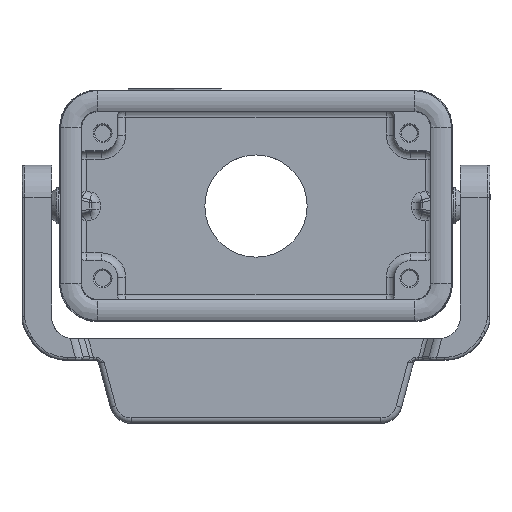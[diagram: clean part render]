
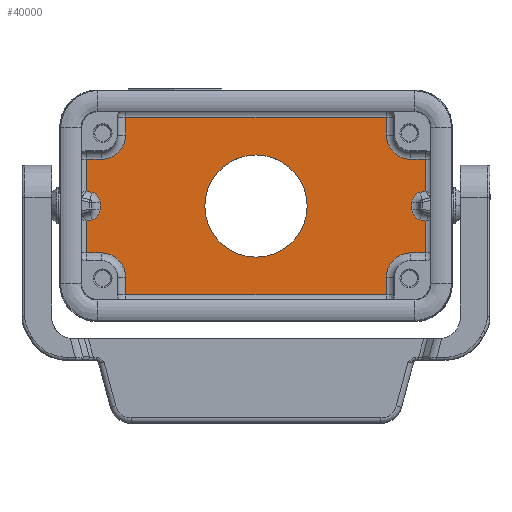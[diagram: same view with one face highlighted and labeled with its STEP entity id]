
A CAD part, top view. The second image highlights one B-rep face of the part: STEP entity #40000.
In plain terms, the highlighted face is planar.
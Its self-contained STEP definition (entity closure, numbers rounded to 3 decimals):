
#7950=CARTESIAN_POINT('',(0.,-9.5,42.2));
#7960=VERTEX_POINT('',#7950);
#8010=CARTESIAN_POINT('',(0.,0.,42.2));
#8020=DIRECTION('',(0.,0.,1.));
#8030=DIRECTION('',(0.,1.,0.));
#8040=AXIS2_PLACEMENT_3D('',#8010,#8020,#8030);
#8050=CIRCLE('',#8040,9.5);
#8060=CARTESIAN_POINT('',(0.,9.5,42.2));
#8070=VERTEX_POINT('',#8060);
#8080=EDGE_CURVE('',#7960,#8070,#8050,.T.);
#21970=CARTESIAN_POINT('',(-31.5,-8.7,42.2));
#21980=VERTEX_POINT('',#21970);
#22010=CARTESIAN_POINT('',(-31.5,0.,42.2));
#22020=DIRECTION('',(0.,-1.,0.));
#22030=VECTOR('',#22020,1.);
#22040=LINE('',#22010,#22030);
#22050=CARTESIAN_POINT('',(-31.5,-2.821,42.2));
#22060=VERTEX_POINT('',#22050);
#22070=EDGE_CURVE('',#22060,#21980,#22040,.T.);
#37650=CARTESIAN_POINT('',(0.,18.5,42.2));
#37660=DIRECTION('',(0.,0.,1.));
#37670=DIRECTION('',(1.,0.,0.));
#37680=AXIS2_PLACEMENT_3D('',#37650,#37660,#37670);
#37690=PLANE('',#37680);
#37700=EDGE_CURVE('',#8070,#7960,#8050,.T.);
#37710=ORIENTED_EDGE('',*,*,#37700,.T.);
#37720=ORIENTED_EDGE('',*,*,#8080,.T.);
#37730=EDGE_LOOP('',(#37720,#37710));
#37740=FACE_BOUND('',#37730,.T.);
#37750=CARTESIAN_POINT('',(31.,0.616,42.2));
#37760=DIRECTION('',(0.,0.,1.));
#37770=DIRECTION('',(-1.,0.,0.));
#37780=AXIS2_PLACEMENT_3D('',#37750,#37760,#37770);
#37790=CIRCLE('',#37780,2.);
#37800=CARTESIAN_POINT('',(30.482,2.548,42.2));
#37810=VERTEX_POINT('',#37800);
#37820=CARTESIAN_POINT('',(29.,0.616,42.2));
#37830=VERTEX_POINT('',#37820);
#37840=EDGE_CURVE('',#37810,#37830,#37790,.T.);
#37850=ORIENTED_EDGE('',*,*,#37840,.T.);
#37860=CARTESIAN_POINT('',(0.,-5.62,42.2)
);
#37870=DIRECTION('',(0.966,0.259,0.));
#37880=VECTOR('',#37870,1.);
#37890=LINE('',#37860,#37880);
#37900=CARTESIAN_POINT('',(31.5,2.821,42.2));
#37910=VERTEX_POINT('',#37900);
#37920=EDGE_CURVE('',#37810,#37910,#37890,.T.);
#37930=ORIENTED_EDGE('',*,*,#37920,.F.);
#37940=CARTESIAN_POINT('',(31.5,0.,42.2));
#37950=DIRECTION('',(0.,1.,0.));
#37960=VECTOR('',#37950,1.);
#37970=LINE('',#37940,#37960);
#37980=CARTESIAN_POINT('',(31.5,8.7,42.2));
#37990=VERTEX_POINT('',#37980);
#38000=EDGE_CURVE('',#37910,#37990,#37970,.T.);
#38010=ORIENTED_EDGE('',*,*,#38000,.F.);
#38020=CARTESIAN_POINT('',(0.,8.7,42.2));
#38030=DIRECTION('',(-1.,0.,0.));
#38040=VECTOR('',#38030,1.);
#38050=LINE('',#38020,#38040);
#38060=CARTESIAN_POINT('',(28.75,8.7,42.2));
#38070=VERTEX_POINT('',#38060);
#38080=EDGE_CURVE('',#37990,#38070,#38050,.T.);
#38090=ORIENTED_EDGE('',*,*,#38080,.F.);
#38100=CARTESIAN_POINT('',(28.75,13.2,42.2));
#38110=DIRECTION('',(0.,0.,1.));
#38120=DIRECTION('',(-1.,0.,0.));
#38130=AXIS2_PLACEMENT_3D('',#38100,#38110,#38120);
#38140=CIRCLE('',#38130,4.5);
#38150=CARTESIAN_POINT('',(24.25,13.2,42.2));
#38160=VERTEX_POINT('',#38150);
#38170=EDGE_CURVE('',#38160,#38070,#38140,.T.);
#38180=ORIENTED_EDGE('',*,*,#38170,.T.);
#38190=CARTESIAN_POINT('',(24.25,0.,42.2));
#38200=DIRECTION('',(0.,-1.,0.));
#38210=VECTOR('',#38200,1.);
#38220=LINE('',#38190,#38210);
#38230=CARTESIAN_POINT('',(24.25,16.5,42.2));
#38240=VERTEX_POINT('',#38230);
#38250=EDGE_CURVE('',#38240,#38160,#38220,.T.);
#38260=ORIENTED_EDGE('',*,*,#38250,.T.);
#38270=CARTESIAN_POINT('',(0.,16.5,42.2));
#38280=DIRECTION('',(1.,0.,0.));
#38290=VECTOR('',#38280,1.);
#38300=LINE('',#38270,#38290);
#38310=CARTESIAN_POINT('',(-24.25,16.5,42.2));
#38320=VERTEX_POINT('',#38310);
#38330=EDGE_CURVE('',#38320,#38240,#38300,.T.);
#38340=ORIENTED_EDGE('',*,*,#38330,.T.);
#38350=CARTESIAN_POINT('',(-24.25,0.,42.2));
#38360=DIRECTION('',(0.,1.,0.));
#38370=VECTOR('',#38360,1.);
#38380=LINE('',#38350,#38370);
#38390=CARTESIAN_POINT('',(-24.25,13.2,42.2));
#38400=VERTEX_POINT('',#38390);
#38410=EDGE_CURVE('',#38400,#38320,#38380,.T.);
#38420=ORIENTED_EDGE('',*,*,#38410,.T.);
#38430=CARTESIAN_POINT('',(-28.75,13.2,42.2));
#38440=DIRECTION('',(0.,0.,1.));
#38450=DIRECTION('',(-1.,0.,0.));
#38460=AXIS2_PLACEMENT_3D('',#38430,#38440,#38450);
#38470=CIRCLE('',#38460,4.5);
#38480=CARTESIAN_POINT('',(-28.75,8.7,42.2));
#38490=VERTEX_POINT('',#38480);
#38500=EDGE_CURVE('',#38490,#38400,#38470,.T.);
#38510=ORIENTED_EDGE('',*,*,#38500,.T.);
#38520=CARTESIAN_POINT('',(0.,8.7,42.2));
#38530=DIRECTION('',(1.,0.,0.));
#38540=VECTOR('',#38530,1.);
#38550=LINE('',#38520,#38540);
#38560=CARTESIAN_POINT('',(-31.5,8.7,42.2));
#38570=VERTEX_POINT('',#38560);
#38580=EDGE_CURVE('',#38570,#38490,#38550,.T.);
#38590=ORIENTED_EDGE('',*,*,#38580,.T.);
#38600=CARTESIAN_POINT('',(-31.5,0.,42.2));
#38610=DIRECTION('',(0.,1.,0.));
#38620=VECTOR('',#38610,1.);
#38630=LINE('',#38600,#38620);
#38640=CARTESIAN_POINT('',(-31.5,2.821,42.2));
#38650=VERTEX_POINT('',#38640);
#38660=EDGE_CURVE('',#38650,#38570,#38630,.T.);
#38670=ORIENTED_EDGE('',*,*,#38660,.T.);
#38680=CARTESIAN_POINT('',(0.,-5.62,42.2)
);
#38690=DIRECTION('',(0.966,-0.259,0.));
#38700=VECTOR('',#38690,1.);
#38710=LINE('',#38680,#38700);
#38720=CARTESIAN_POINT('',(-30.482,2.548,42.2));
#38730=VERTEX_POINT('',#38720);
#38740=EDGE_CURVE('',#38650,#38730,#38710,.T.);
#38750=ORIENTED_EDGE('',*,*,#38740,.F.);
#38760=CARTESIAN_POINT('',(-31.,0.616,42.2));
#38770=DIRECTION('',(0.,0.,1.));
#38780=DIRECTION('',(-1.,0.,0.));
#38790=AXIS2_PLACEMENT_3D('',#38760,#38770,#38780);
#38800=CIRCLE('',#38790,2.);
#38810=CARTESIAN_POINT('',(-29.,0.616,42.2));
#38820=VERTEX_POINT('',#38810);
#38830=EDGE_CURVE('',#38820,#38730,#38800,.T.);
#38840=ORIENTED_EDGE('',*,*,#38830,.T.);
#38850=CARTESIAN_POINT('',(-29.,0.,42.2));
#38860=DIRECTION('',(0.,1.,0.));
#38870=VECTOR('',#38860,1.);
#38880=LINE('',#38850,#38870);
#38890=CARTESIAN_POINT('',(-29.,-0.616,42.2));
#38900=VERTEX_POINT('',#38890);
#38910=EDGE_CURVE('',#38900,#38820,#38880,.T.);
#38920=ORIENTED_EDGE('',*,*,#38910,.T.);
#38930=CARTESIAN_POINT('',(-31.,-0.616,42.2));
#38940=DIRECTION('',(0.,0.,-1.));
#38950=DIRECTION('',(-1.,0.,0.));
#38960=AXIS2_PLACEMENT_3D('',#38930,#38940,#38950);
#38970=CIRCLE('',#38960,2.);
#38980=CARTESIAN_POINT('',(-30.482,-2.548,42.2));
#38990=VERTEX_POINT('',#38980);
#39000=EDGE_CURVE('',#38900,#38990,#38970,.T.);
#39010=ORIENTED_EDGE('',*,*,#39000,.F.);
#39020=CARTESIAN_POINT('',(0.,5.62,42.2));
#39030=DIRECTION('',(0.966,0.259,0.));
#39040=VECTOR('',#39030,1.);
#39050=LINE('',#39020,#39040);
#39060=EDGE_CURVE('',#22060,#38990,#39050,.T.);
#39070=ORIENTED_EDGE('',*,*,#39060,.T.);
#39080=ORIENTED_EDGE('',*,*,#22070,.F.);
#39090=CARTESIAN_POINT('',(0.,-8.7,42.2));
#39100=DIRECTION('',(1.,0.,0.));
#39110=VECTOR('',#39100,1.);
#39120=LINE('',#39090,#39110);
#39130=CARTESIAN_POINT('',(-28.75,-8.7,42.2));
#39140=VERTEX_POINT('',#39130);
#39150=EDGE_CURVE('',#21980,#39140,#39120,.T.);
#39160=ORIENTED_EDGE('',*,*,#39150,.F.);
#39170=CARTESIAN_POINT('',(-28.75,-13.2,42.2));
#39180=DIRECTION('',(0.,0.,-1.));
#39190=DIRECTION('',(-1.,0.,0.));
#39200=AXIS2_PLACEMENT_3D('',#39170,#39180,#39190);
#39210=CIRCLE('',#39200,4.5);
#39220=CARTESIAN_POINT('',(-24.25,-13.2,42.2));
#39230=VERTEX_POINT('',#39220);
#39240=EDGE_CURVE('',#39140,#39230,#39210,.T.);
#39250=ORIENTED_EDGE('',*,*,#39240,.F.);
#39260=CARTESIAN_POINT('',(-24.25,0.,42.2));
#39270=DIRECTION('',(0.,-1.,0.));
#39280=VECTOR('',#39270,1.);
#39290=LINE('',#39260,#39280);
#39300=CARTESIAN_POINT('',(-24.25,-16.5,42.2));
#39310=VERTEX_POINT('',#39300);
#39320=EDGE_CURVE('',#39230,#39310,#39290,.T.);
#39330=ORIENTED_EDGE('',*,*,#39320,.F.);
#39340=CARTESIAN_POINT('',(0.,-16.5,42.2));
#39350=DIRECTION('',(1.,0.,0.));
#39360=VECTOR('',#39350,1.);
#39370=LINE('',#39340,#39360);
#39380=CARTESIAN_POINT('',(24.25,-16.5,42.2));
#39390=VERTEX_POINT('',#39380);
#39400=EDGE_CURVE('',#39310,#39390,#39370,.T.);
#39410=ORIENTED_EDGE('',*,*,#39400,.F.);
#39420=CARTESIAN_POINT('',(24.25,0.,42.2));
#39430=DIRECTION('',(0.,1.,0.));
#39440=VECTOR('',#39430,1.);
#39450=LINE('',#39420,#39440);
#39460=CARTESIAN_POINT('',(24.25,-13.2,42.2));
#39470=VERTEX_POINT('',#39460);
#39480=EDGE_CURVE('',#39390,#39470,#39450,.T.);
#39490=ORIENTED_EDGE('',*,*,#39480,.F.);
#39500=CARTESIAN_POINT('',(28.75,-13.2,42.2));
#39510=DIRECTION('',(0.,0.,-1.));
#39520=DIRECTION('',(-1.,0.,0.));
#39530=AXIS2_PLACEMENT_3D('',#39500,#39510,#39520);
#39540=CIRCLE('',#39530,4.5);
#39550=CARTESIAN_POINT('',(28.75,-8.7,42.2));
#39560=VERTEX_POINT('',#39550);
#39570=EDGE_CURVE('',#39470,#39560,#39540,.T.);
#39580=ORIENTED_EDGE('',*,*,#39570,.F.);
#39590=CARTESIAN_POINT('',(0.,-8.7,42.2));
#39600=DIRECTION('',(-1.,0.,0.));
#39610=VECTOR('',#39600,1.);
#39620=LINE('',#39590,#39610);
#39630=CARTESIAN_POINT('',(31.5,-8.7,42.2));
#39640=VERTEX_POINT('',#39630);
#39650=EDGE_CURVE('',#39640,#39560,#39620,.T.);
#39660=ORIENTED_EDGE('',*,*,#39650,.T.);
#39670=CARTESIAN_POINT('',(31.5,0.,42.2));
#39680=DIRECTION('',(0.,-1.,0.));
#39690=VECTOR('',#39680,1.);
#39700=LINE('',#39670,#39690);
#39710=CARTESIAN_POINT('',(31.5,-2.821,42.2));
#39720=VERTEX_POINT('',#39710);
#39730=EDGE_CURVE('',#39720,#39640,#39700,.T.);
#39740=ORIENTED_EDGE('',*,*,#39730,.T.);
#39750=CARTESIAN_POINT('',(0.,5.62,42.2));
#39760=DIRECTION('',(0.966,-0.259,0.));
#39770=VECTOR('',#39760,1.);
#39780=LINE('',#39750,#39770);
#39790=CARTESIAN_POINT('',(30.482,-2.548,42.2));
#39800=VERTEX_POINT('',#39790);
#39810=EDGE_CURVE('',#39800,#39720,#39780,.T.);
#39820=ORIENTED_EDGE('',*,*,#39810,.T.);
#39830=CARTESIAN_POINT('',(31.,-0.616,42.2));
#39840=DIRECTION('',(0.,0.,-1.));
#39850=DIRECTION('',(-1.,0.,0.));
#39860=AXIS2_PLACEMENT_3D('',#39830,#39840,#39850);
#39870=CIRCLE('',#39860,2.);
#39880=CARTESIAN_POINT('',(29.,-0.616,42.2));
#39890=VERTEX_POINT('',#39880);
#39900=EDGE_CURVE('',#39800,#39890,#39870,.T.);
#39910=ORIENTED_EDGE('',*,*,#39900,.F.);
#39920=CARTESIAN_POINT('',(29.,0.,42.2));
#39930=DIRECTION('',(0.,-1.,0.));
#39940=VECTOR('',#39930,1.);
#39950=LINE('',#39920,#39940);
#39960=EDGE_CURVE('',#37830,#39890,#39950,.T.);
#39970=ORIENTED_EDGE('',*,*,#39960,.T.);
#39980=EDGE_LOOP('',(#39970,#39910,#39820,#39740,#39660,#39580,#39490,
#39410,#39330,#39250,#39160,#39080,#39070,#39010,#38920,#38840,#38750,
#38670,#38590,#38510,#38420,#38340,#38260,#38180,#38090,#38010,#37930,
#37850));
#39990=FACE_OUTER_BOUND('',#39980,.T.);
#40000=ADVANCED_FACE('',(#37740,#39990),#37690,.F.);
